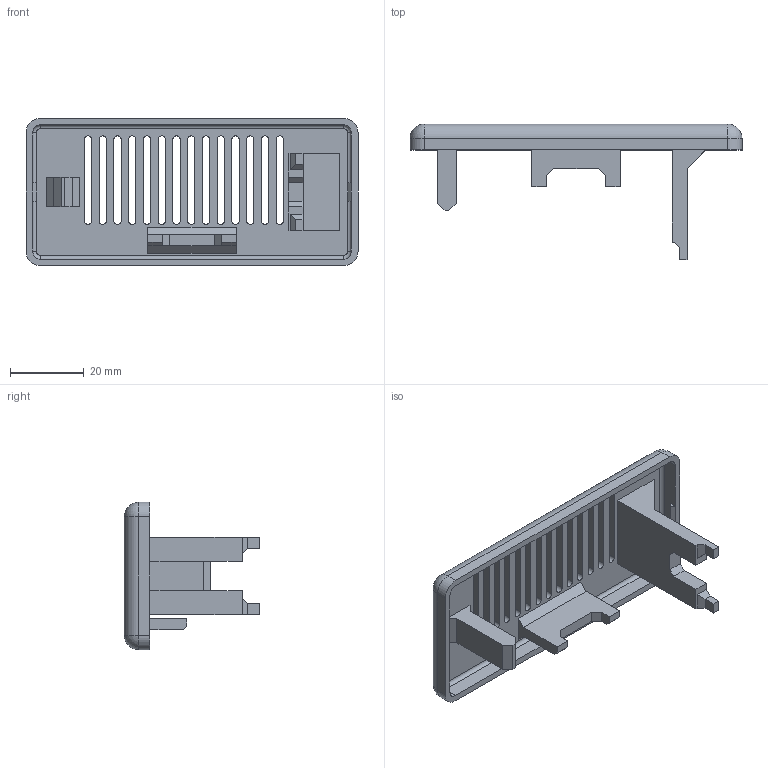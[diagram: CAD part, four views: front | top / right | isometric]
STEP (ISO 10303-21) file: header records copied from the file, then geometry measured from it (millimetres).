
FILE_DESCRIPTION(/* description */ (''),/* implementation_level */ '2;1');
FILE_NAME(/* name */ 'Base Top V3.1.stp',/* time_stamp */ '2025-10-20T10:48:52+02:00',/* author */ ('Magnus'),/* organization */ (''),/* preprocessor_version */ 'ST-DEVELOPER v20.1',/* originating_system */ 'Autodesk Inventor 2026',/* authorisation */ '');
FILE_SCHEMA (('AUTOMOTIVE_DESIGN { 1 0 10303 214 3 1 1 }'));
Length unit declared in the file: millimetre
Products named in the file (1): Base Top V3.1
Bounding box: 90 x 36.8 x 40 mm (x, y, z)
Volume: 12423.7 mm3; surface area: 12342.2 mm2
Topology: 1 solids, 1 shells, 145 faces, 391 edges, 252 vertices
Faces by surface type: plane 93, cylinder 44, torus 4, sphere 4
Entity records: 4617 total; most frequent: CARTESIAN_POINT 789, ORIENTED_EDGE 782, DIRECTION 775, EDGE_CURVE 391, LINE 299, VECTOR 299, VERTEX_POINT 252, AXIS2_PLACEMENT_3D 238
